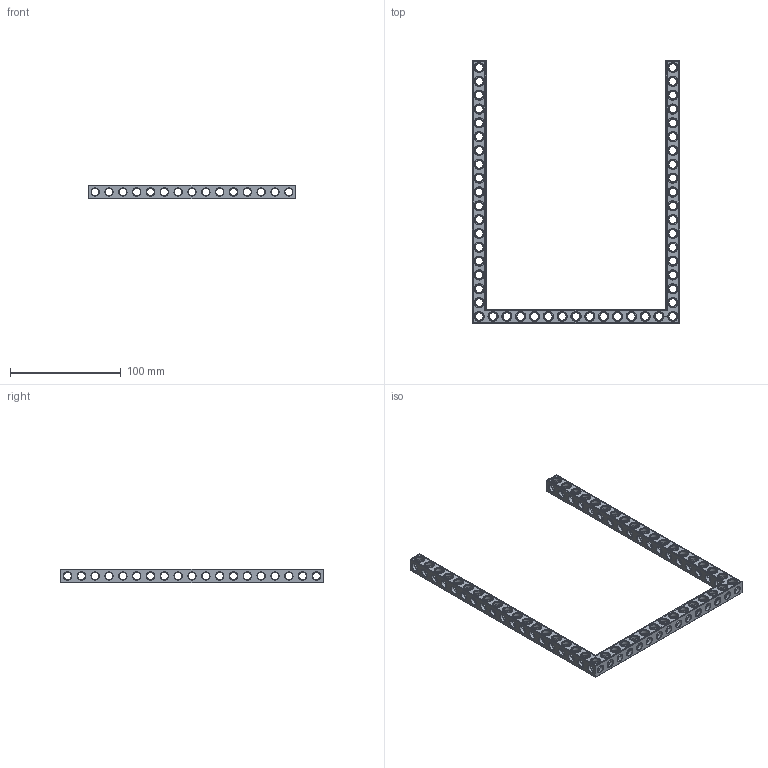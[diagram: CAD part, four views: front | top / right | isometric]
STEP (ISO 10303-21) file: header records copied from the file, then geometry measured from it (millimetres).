
FILE_DESCRIPTION(('FreeCAD Model'),'2;1');
FILE_NAME('Open CASCADE Shape Model','2022-03-06T13:48:07',('Author'),( ''),'Open CASCADE STEP processor 7.5','FreeCAD','Unknown');
FILE_SCHEMA(('AUTOMOTIVE_DESIGN { 1 0 10303 214 1 1 1 1 }'));
Products named in the file (1): Beam AGD ESS USH SYM BU15x19x01 - SPN-BEM-0554 (stemfie.org)
Bounding box: 187.5 x 237.5 x 12.5 mm (x, y, z)
Volume: 49837.4 mm3; surface area: 44425.9 mm2
Topology: 1 solids, 1 shells, 1094 faces, 3397 edges, 2185 vertices
Faces by surface type: plane 435, cylinder 307, cone 206, extrusion 146
Full cylindrical faces by diameter (mm): 6.98 x40, 7 x216, 9.2 x51
Entity records: 272557 total; most frequent: CARTESIAN_POINT 209509, DIRECTION 10239, ORIENTED_EDGE 6794, PCURVE 6794, DEFINITIONAL_REPRESENTATION 6794, VECTOR 6042, LINE 5896, EDGE_CURVE 3397
